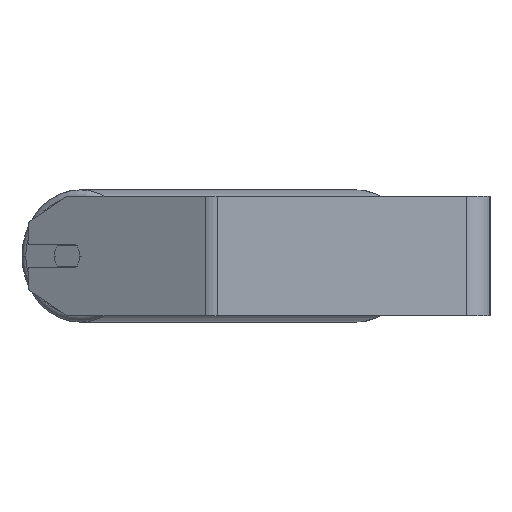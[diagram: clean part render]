
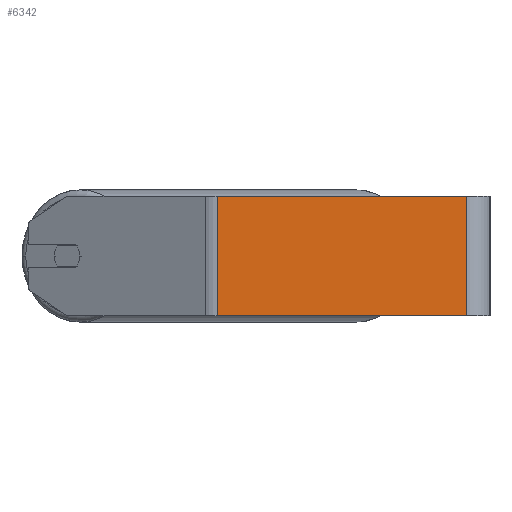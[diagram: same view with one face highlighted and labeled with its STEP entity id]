
A CAD part, left-side view. The second image highlights one B-rep face of the part: STEP entity #6342.
In plain terms, the highlighted planar face has unit normal (-1, 0, 0).
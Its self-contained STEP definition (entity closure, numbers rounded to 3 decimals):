
#640 = DIRECTION ( 'NONE',  ( 0., 0., -1. ) ) ;
#1036 = VERTEX_POINT ( 'NONE', #2264 ) ;
#1485 = LINE ( 'NONE', #3765, #4156 ) ;
#1508 = CARTESIAN_POINT ( 'NONE',  ( -420., 16., 40. ) ) ;
#2044 = VECTOR ( 'NONE', #3723, 1000. ) ;
#2264 = CARTESIAN_POINT ( 'NONE',  ( -420., 16., -40. ) ) ;
#2552 = DIRECTION ( 'NONE',  ( 0., -1., 0. ) ) ;
#2887 = AXIS2_PLACEMENT_3D ( 'NONE', #5318, #7053, #4280 ) ;
#2903 = CARTESIAN_POINT ( 'NONE',  ( -420., 183.435, 40. ) ) ;
#2904 = EDGE_CURVE ( 'NONE', #3840, #1036, #6495, .T. ) ;
#2920 = VERTEX_POINT ( 'NONE', #1508 ) ;
#2939 = VERTEX_POINT ( 'NONE', #2903 ) ;
#3243 = CARTESIAN_POINT ( 'NONE',  ( -420., 187.722, -40. ) ) ;
#3516 = LINE ( 'NONE', #5661, #5665 ) ;
#3590 = FACE_OUTER_BOUND ( 'NONE', #6950, .T. ) ;
#3723 = DIRECTION ( 'NONE',  ( 0., -1., 0. ) ) ;
#3729 = LINE ( 'NONE', #5852, #4886 ) ;
#3765 = CARTESIAN_POINT ( 'NONE',  ( -420., 183.435, 40. ) ) ;
#3840 = VERTEX_POINT ( 'NONE', #5546 ) ;
#3883 = EDGE_CURVE ( 'NONE', #2939, #3840, #1485, .T. ) ;
#4156 = VECTOR ( 'NONE', #6073, 1000. ) ;
#4280 = DIRECTION ( 'NONE',  ( 0., 0., -1. ) ) ;
#4799 = ORIENTED_EDGE ( 'NONE', *, *, #2904, .T. ) ;
#4875 = PLANE ( 'NONE',  #2887 ) ;
#4886 = VECTOR ( 'NONE', #2552, 1000. ) ;
#4906 = ORIENTED_EDGE ( 'NONE', *, *, #5145, .F. ) ;
#4975 = ORIENTED_EDGE ( 'NONE', *, *, #6351, .F. ) ;
#5145 = EDGE_CURVE ( 'NONE', #2920, #1036, #3516, .T. ) ;
#5318 = CARTESIAN_POINT ( 'NONE',  ( -420., 187.722, 40. ) ) ;
#5546 = CARTESIAN_POINT ( 'NONE',  ( -420., 183.435, -40. ) ) ;
#5661 = CARTESIAN_POINT ( 'NONE',  ( -420., 16., 40. ) ) ;
#5665 = VECTOR ( 'NONE', #640, 1000. ) ;
#5852 = CARTESIAN_POINT ( 'NONE',  ( -420., 187.722, 40. ) ) ;
#6073 = DIRECTION ( 'NONE',  ( 0., 0., -1. ) ) ;
#6342 = ADVANCED_FACE ( 'NONE', ( #3590 ), #4875, .F. ) ;
#6351 = EDGE_CURVE ( 'NONE', #2939, #2920, #3729, .T. ) ;
#6488 = ORIENTED_EDGE ( 'NONE', *, *, #3883, .T. ) ;
#6495 = LINE ( 'NONE', #3243, #2044 ) ;
#6950 = EDGE_LOOP ( 'NONE', ( #4799, #4906, #4975, #6488 ) ) ;
#7053 = DIRECTION ( 'NONE',  ( 1., 0., 0. ) ) ;
